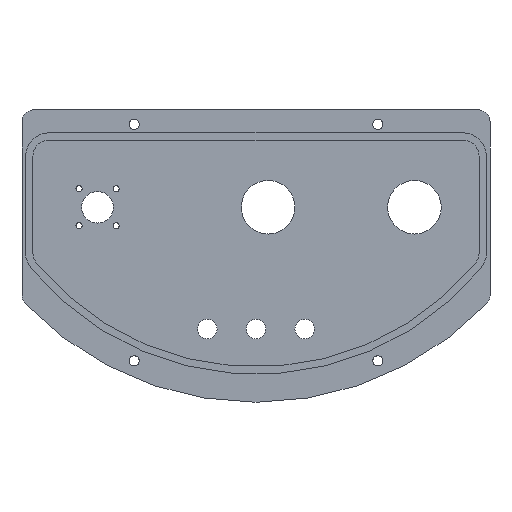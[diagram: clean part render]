
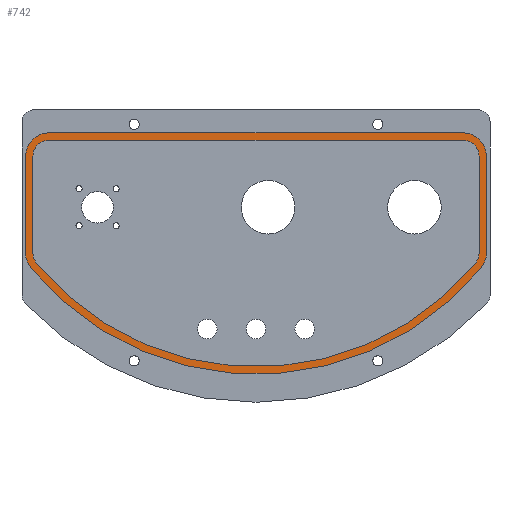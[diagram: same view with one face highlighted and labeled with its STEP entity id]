
A CAD part, front view. The second image highlights one B-rep face of the part: STEP entity #742.
In plain terms, the highlighted planar face has unit normal (0, -1, 0).
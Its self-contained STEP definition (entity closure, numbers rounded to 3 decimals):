
#15 = DIRECTION ( 'NONE',  ( 1., 0., 0. ) ) ;
#33 = EDGE_CURVE ( 'NONE', #1052, #1140, #2013, .T. ) ;
#41 = DIRECTION ( 'NONE',  ( 1., 0., 0. ) ) ;
#43 = DIRECTION ( 'NONE',  ( 0., 0., -1. ) ) ;
#45 = DIRECTION ( 'NONE',  ( 1., 0., 0. ) ) ;
#64 = ORIENTED_EDGE ( 'NONE', *, *, #33, .T. ) ;
#86 = AXIS2_PLACEMENT_3D ( 'NONE', #799, #1557, #1732 ) ;
#124 = CIRCLE ( 'NONE', #322, 9.5 ) ;
#175 = CARTESIAN_POINT ( 'NONE',  ( 85., 8., -69.821 ) ) ;
#188 = DIRECTION ( 'NONE',  ( 1., 0., 0. ) ) ;
#200 = AXIS2_PLACEMENT_3D ( 'NONE', #1691, #1548, #958 ) ;
#221 = CARTESIAN_POINT ( 'NONE',  ( -94.5, 8., -69.821 ) ) ;
#232 = EDGE_CURVE ( 'NONE', #2080, #1052, #2432, .T. ) ;
#244 = EDGE_LOOP ( 'NONE', ( #1928, #2362, #2120, #1516, #1429, #64, #2197, #487 ) ) ;
#246 = VERTEX_POINT ( 'NONE', #221 ) ;
#252 = DIRECTION ( 'NONE',  ( 0., 0., -1. ) ) ;
#274 = VERTEX_POINT ( 'NONE', #1760 ) ;
#278 = CARTESIAN_POINT ( 'NONE',  ( 85., 8., -20.5 ) ) ;
#284 = ORIENTED_EDGE ( 'NONE', *, *, #1570, .F. ) ;
#302 = EDGE_CURVE ( 'NONE', #2327, #274, #1399, .T. ) ;
#322 = AXIS2_PLACEMENT_3D ( 'NONE', #1556, #2297, #45 ) ;
#343 = CARTESIAN_POINT ( 'NONE',  ( -85., 8., -30. ) ) ;
#351 = EDGE_CURVE ( 'NONE', #1889, #2385, #2235, .T. ) ;
#378 = CARTESIAN_POINT ( 'NONE',  ( 90.023, 8., -73.947 ) ) ;
#387 = EDGE_CURVE ( 'NONE', #1495, #1813, #998, .T. ) ;
#390 = CARTESIAN_POINT ( 'NONE',  ( -91.5, 8., 0. ) ) ;
#480 = CARTESIAN_POINT ( 'NONE',  ( -85., 8., -20.5 ) ) ;
#487 = ORIENTED_EDGE ( 'NONE', *, *, #351, .T. ) ;
#546 = VERTEX_POINT ( 'NONE', #1829 ) ;
#549 = CARTESIAN_POINT ( 'NONE',  ( -91.5, 8., -30. ) ) ;
#610 = DIRECTION ( 'NONE',  ( 0., 0., 1. ) ) ;
#611 = ORIENTED_EDGE ( 'NONE', *, *, #1113, .F. ) ;
#627 = ORIENTED_EDGE ( 'NONE', *, *, #387, .F. ) ;
#638 = ORIENTED_EDGE ( 'NONE', *, *, #1517, .F. ) ;
#644 = AXIS2_PLACEMENT_3D ( 'NONE', #1627, #1249, #1077 ) ;
#648 = LINE ( 'NONE', #675, #1914 ) ;
#658 = EDGE_CURVE ( 'NONE', #1813, #2401, #2468, .T. ) ;
#675 = CARTESIAN_POINT ( 'NONE',  ( 94.5, 8., 0. ) ) ;
#711 = AXIS2_PLACEMENT_3D ( 'NONE', #2319, #793, #41 ) ;
#714 = PLANE ( 'NONE',  #1740 ) ;
#736 = ORIENTED_EDGE ( 'NONE', *, *, #658, .F. ) ;
#742 = ADVANCED_FACE ( 'NONE', ( #749, #1122 ), #714, .T. ) ;
#749 = FACE_BOUND ( 'NONE', #1798, .T. ) ;
#773 = CARTESIAN_POINT ( 'NONE',  ( 94.5, 8., -69.821 ) ) ;
#793 = DIRECTION ( 'NONE',  ( 0., -1., 0. ) ) ;
#799 = CARTESIAN_POINT ( 'NONE',  ( 85., 8., -30. ) ) ;
#801 = VERTEX_POINT ( 'NONE', #2323 ) ;
#808 = EDGE_CURVE ( 'NONE', #246, #2080, #124, .T. ) ;
#811 = CARTESIAN_POINT ( 'NONE',  ( -85., 8., -23.5 ) ) ;
#848 = VECTOR ( 'NONE', #1493, 1000. ) ;
#885 = CIRCLE ( 'NONE', #1311, 9.5 ) ;
#899 = DIRECTION ( 'NONE',  ( 0., -1., 0. ) ) ;
#908 = VECTOR ( 'NONE', #610, 1000. ) ;
#920 = DIRECTION ( 'NONE',  ( 1., 0., 0. ) ) ;
#930 = AXIS2_PLACEMENT_3D ( 'NONE', #175, #899, #1474 ) ;
#935 = DIRECTION ( 'NONE',  ( 0., -1., 0. ) ) ;
#958 = DIRECTION ( 'NONE',  ( 1., 0., 0. ) ) ;
#980 = LINE ( 'NONE', #390, #1695 ) ;
#998 = LINE ( 'NONE', #1542, #2062 ) ;
#1052 = VERTEX_POINT ( 'NONE', #1859 ) ;
#1065 = AXIS2_PLACEMENT_3D ( 'NONE', #1366, #2115, #15 ) ;
#1066 = ORIENTED_EDGE ( 'NONE', *, *, #302, .F. ) ;
#1067 = VERTEX_POINT ( 'NONE', #1479 ) ;
#1077 = DIRECTION ( 'NONE',  ( 1., 0., 0. ) ) ;
#1099 = LINE ( 'NONE', #2033, #848 ) ;
#1113 = EDGE_CURVE ( 'NONE', #546, #1067, #1647, .T. ) ;
#1122 = FACE_OUTER_BOUND ( 'NONE', #244, .T. ) ;
#1129 = ORIENTED_EDGE ( 'NONE', *, *, #1943, .F. ) ;
#1131 = EDGE_CURVE ( 'NONE', #1067, #1801, #1478, .T. ) ;
#1140 = VERTEX_POINT ( 'NONE', #773 ) ;
#1165 = CARTESIAN_POINT ( 'NONE',  ( 85., 8., -23.5 ) ) ;
#1192 = LINE ( 'NONE', #1946, #2169 ) ;
#1206 = EDGE_CURVE ( 'NONE', #1600, #801, #885, .T. ) ;
#1226 = ORIENTED_EDGE ( 'NONE', *, *, #1131, .F. ) ;
#1249 = DIRECTION ( 'NONE',  ( 0., -1., 0. ) ) ;
#1311 = AXIS2_PLACEMENT_3D ( 'NONE', #1322, #2084, #188 ) ;
#1322 = CARTESIAN_POINT ( 'NONE',  ( -85., 8., -30. ) ) ;
#1330 = EDGE_CURVE ( 'NONE', #2385, #1600, #1099, .T. ) ;
#1366 = CARTESIAN_POINT ( 'NONE',  ( 85., 8., -69.821 ) ) ;
#1399 = LINE ( 'NONE', #1747, #908 ) ;
#1429 = ORIENTED_EDGE ( 'NONE', *, *, #232, .T. ) ;
#1474 = DIRECTION ( 'NONE',  ( 1., 0., 0. ) ) ;
#1478 = CIRCLE ( 'NONE', #200, 116.5 ) ;
#1479 = CARTESIAN_POINT ( 'NONE',  ( -90.023, 8., -73.947 ) ) ;
#1493 = DIRECTION ( 'NONE',  ( -1., 0., 0. ) ) ;
#1495 = VERTEX_POINT ( 'NONE', #1165 ) ;
#1499 = CARTESIAN_POINT ( 'NONE',  ( -85., 8., -69.821 ) ) ;
#1507 = DIRECTION ( 'NONE',  ( 1., 0., 0. ) ) ;
#1510 = AXIS2_PLACEMENT_3D ( 'NONE', #1499, #1711, #1702 ) ;
#1516 = ORIENTED_EDGE ( 'NONE', *, *, #808, .T. ) ;
#1517 = EDGE_CURVE ( 'NONE', #2401, #546, #980, .T. ) ;
#1542 = CARTESIAN_POINT ( 'NONE',  ( 0., 8., -23.5 ) ) ;
#1548 = DIRECTION ( 'NONE',  ( 0., -1., 0. ) ) ;
#1556 = CARTESIAN_POINT ( 'NONE',  ( -85., 8., -69.821 ) ) ;
#1557 = DIRECTION ( 'NONE',  ( 0., -1., 0. ) ) ;
#1570 = EDGE_CURVE ( 'NONE', #1801, #2327, #2390, .T. ) ;
#1600 = VERTEX_POINT ( 'NONE', #480 ) ;
#1627 = CARTESIAN_POINT ( 'NONE',  ( 85., 8., -30. ) ) ;
#1647 = CIRCLE ( 'NONE', #1510, 6.5 ) ;
#1687 = DIRECTION ( 'NONE',  ( 0., -1., 0. ) ) ;
#1691 = CARTESIAN_POINT ( 'NONE',  ( 0., 8., 0. ) ) ;
#1695 = VECTOR ( 'NONE', #43, 1000. ) ;
#1702 = DIRECTION ( 'NONE',  ( 1., 0., 0. ) ) ;
#1707 = AXIS2_PLACEMENT_3D ( 'NONE', #343, #1687, #920 ) ;
#1711 = DIRECTION ( 'NONE',  ( 0., -1., 0. ) ) ;
#1732 = DIRECTION ( 'NONE',  ( 1., 0., 0. ) ) ;
#1740 = AXIS2_PLACEMENT_3D ( 'NONE', #2083, #935, #1507 ) ;
#1747 = CARTESIAN_POINT ( 'NONE',  ( 91.5, 8., 0. ) ) ;
#1760 = CARTESIAN_POINT ( 'NONE',  ( 91.5, 8., -30. ) ) ;
#1793 = CARTESIAN_POINT ( 'NONE',  ( 91.5, 8., -69.821 ) ) ;
#1798 = EDGE_LOOP ( 'NONE', ( #611, #638, #736, #627, #1129, #1066, #284, #1226 ) ) ;
#1801 = VERTEX_POINT ( 'NONE', #378 ) ;
#1813 = VERTEX_POINT ( 'NONE', #811 ) ;
#1829 = CARTESIAN_POINT ( 'NONE',  ( -91.5, 8., -69.821 ) ) ;
#1859 = CARTESIAN_POINT ( 'NONE',  ( 92.341, 8., -75.851 ) ) ;
#1889 = VERTEX_POINT ( 'NONE', #2396 ) ;
#1914 = VECTOR ( 'NONE', #2202, 1000. ) ;
#1928 = ORIENTED_EDGE ( 'NONE', *, *, #1330, .T. ) ;
#1943 = EDGE_CURVE ( 'NONE', #274, #1495, #2277, .T. ) ;
#1946 = CARTESIAN_POINT ( 'NONE',  ( -94.5, 8., 0. ) ) ;
#2013 = CIRCLE ( 'NONE', #930, 9.5 ) ;
#2033 = CARTESIAN_POINT ( 'NONE',  ( 0., 8., -20.5 ) ) ;
#2062 = VECTOR ( 'NONE', #2310, 1000. ) ;
#2080 = VERTEX_POINT ( 'NONE', #2303 ) ;
#2083 = CARTESIAN_POINT ( 'NONE',  ( 0., 8., 0. ) ) ;
#2084 = DIRECTION ( 'NONE',  ( 0., -1., 0. ) ) ;
#2115 = DIRECTION ( 'NONE',  ( 0., -1., 0. ) ) ;
#2120 = ORIENTED_EDGE ( 'NONE', *, *, #2225, .T. ) ;
#2169 = VECTOR ( 'NONE', #252, 1000. ) ;
#2197 = ORIENTED_EDGE ( 'NONE', *, *, #2370, .T. ) ;
#2202 = DIRECTION ( 'NONE',  ( 0., 0., 1. ) ) ;
#2225 = EDGE_CURVE ( 'NONE', #801, #246, #1192, .T. ) ;
#2235 = CIRCLE ( 'NONE', #86, 9.5 ) ;
#2277 = CIRCLE ( 'NONE', #644, 6.5 ) ;
#2297 = DIRECTION ( 'NONE',  ( 0., -1., 0. ) ) ;
#2303 = CARTESIAN_POINT ( 'NONE',  ( -92.341, 8., -75.851 ) ) ;
#2310 = DIRECTION ( 'NONE',  ( -1., 0., 0. ) ) ;
#2319 = CARTESIAN_POINT ( 'NONE',  ( 0., 8., 0. ) ) ;
#2323 = CARTESIAN_POINT ( 'NONE',  ( -94.5, 8., -30. ) ) ;
#2327 = VERTEX_POINT ( 'NONE', #1793 ) ;
#2362 = ORIENTED_EDGE ( 'NONE', *, *, #1206, .T. ) ;
#2370 = EDGE_CURVE ( 'NONE', #1140, #1889, #648, .T. ) ;
#2385 = VERTEX_POINT ( 'NONE', #278 ) ;
#2390 = CIRCLE ( 'NONE', #1065, 6.5 ) ;
#2396 = CARTESIAN_POINT ( 'NONE',  ( 94.5, 8., -30. ) ) ;
#2401 = VERTEX_POINT ( 'NONE', #549 ) ;
#2432 = CIRCLE ( 'NONE', #711, 119.5 ) ;
#2468 = CIRCLE ( 'NONE', #1707, 6.5 ) ;
